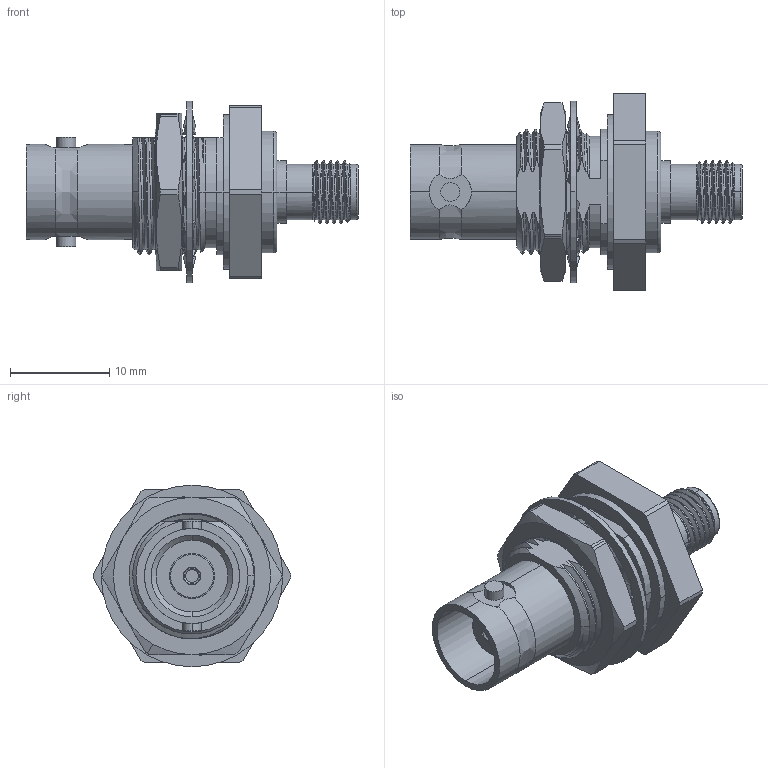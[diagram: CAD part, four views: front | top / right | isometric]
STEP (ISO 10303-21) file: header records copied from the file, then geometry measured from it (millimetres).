
FILE_DESCRIPTION (( 'STEP AP214' ), '1' );
FILE_NAME ('SM4711_3D.step', '2025-09-04T16:13:00', ( '' ), ( '' ), 'SwSTEP 2.0', 'SolidWorks 2022', '' );
FILE_SCHEMA (( 'AUTOMOTIVE_DESIGN' ));
Length unit declared in the file: inch
Products named in the file (1): SM4711_3D
Bounding box: 33.53 x 19.91 x 18.34 mm (x, y, z)
Volume: 3019.1 mm3; surface area: 3296.6 mm2
Topology: 4 solids, 4 shells, 312 faces, 868 edges, 577 vertices
Faces by surface type: cylinder 111, bspline 76, plane 76, cone 43, torus 6
Entity records: 23664 total; most frequent: CARTESIAN_POINT 16365, ORIENTED_EDGE 1736, DIRECTION 1246, EDGE_CURVE 868, VERTEX_POINT 577, AXIS2_PLACEMENT_3D 469, EDGE_LOOP 331, FACE_OUTER_BOUND 312
